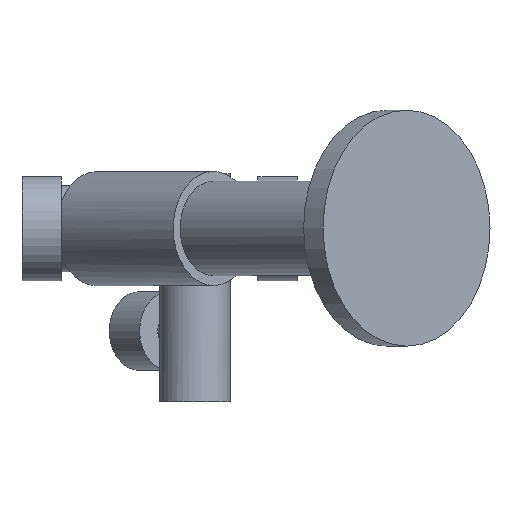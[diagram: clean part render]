
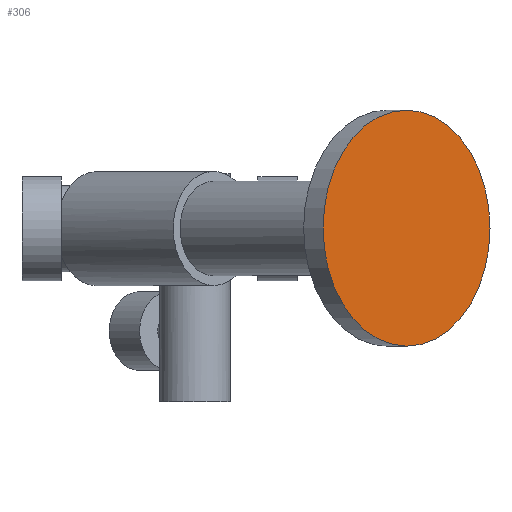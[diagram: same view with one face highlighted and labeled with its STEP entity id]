
A CAD part, top view. The second image highlights one B-rep face of the part: STEP entity #306.
In plain terms, the highlighted planar face has unit normal (0.707, 0, 0.707).
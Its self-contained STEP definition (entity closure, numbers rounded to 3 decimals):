
#31=PLANE('',#360);
#52=CIRCLE('',#358,30.);
#104=ORIENTED_EDGE('',*,*,#150,.T.);
#150=EDGE_CURVE('',#178,#178,#52,.T.);
#178=VERTEX_POINT('',#639);
#219=EDGE_LOOP('',(#104));
#262=FACE_BOUND('',#219,.T.);
#306=ADVANCED_FACE('',(#262),#31,.T.);
#358=AXIS2_PLACEMENT_3D('',#638,#436,#437);
#360=AXIS2_PLACEMENT_3D('',#642,#440,#441);
#436=DIRECTION('',(0.707,0.,0.707));
#437=DIRECTION('',(0.707,0.,-0.707));
#440=DIRECTION('',(0.707,0.,0.707));
#441=DIRECTION('',(0.707,0.,-0.707));
#638=CARTESIAN_POINT('',(62.787,0.,78.787));
#639=CARTESIAN_POINT('',(84.,0.,57.573));
#642=CARTESIAN_POINT('',(62.787,0.,78.787));
